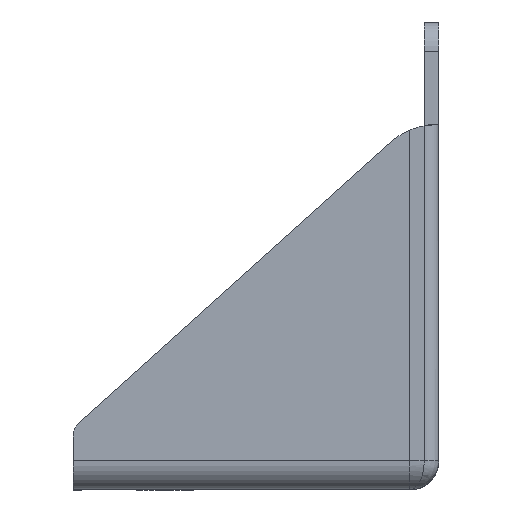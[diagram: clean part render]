
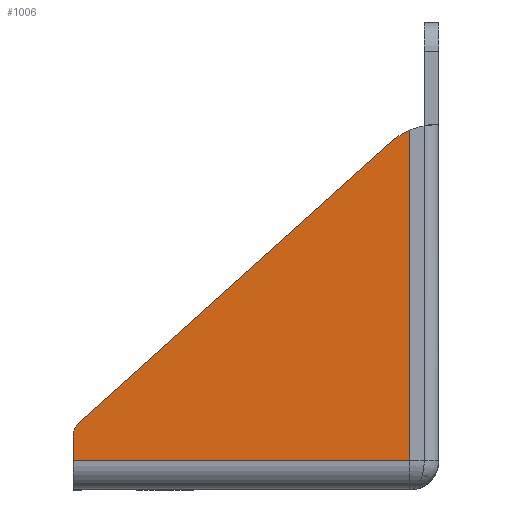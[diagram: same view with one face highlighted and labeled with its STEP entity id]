
A CAD part, left-side view. The second image highlights one B-rep face of the part: STEP entity #1006.
In plain terms, the highlighted planar face has unit normal (-1, 0, 0).
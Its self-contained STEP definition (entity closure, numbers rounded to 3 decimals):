
#12 = DIRECTION ( 'NONE',  ( 0., 0., -1. ) ) ;
#24 = DIRECTION ( 'NONE',  ( 0., 0., -1. ) ) ;
#39 = ORIENTED_EDGE ( 'NONE', *, *, #1483, .T. ) ;
#41 = EDGE_CURVE ( 'NONE', #1674, #1203, #1039, .T. ) ;
#55 = VERTEX_POINT ( 'NONE', #1789 ) ;
#61 = CARTESIAN_POINT ( 'NONE',  ( -490., 3.819, 32. ) ) ;
#133 = FACE_OUTER_BOUND ( 'NONE', #594, .T. ) ;
#149 = DIRECTION ( 'NONE',  ( 1., 0., 0. ) ) ;
#186 = AXIS2_PLACEMENT_3D ( 'NONE', #640, #149, #12 ) ;
#197 = AXIS2_PLACEMENT_3D ( 'NONE', #1529, #319, #24 ) ;
#273 = DIRECTION ( 'NONE',  ( -1., 0., 0. ) ) ;
#308 = ORIENTED_EDGE ( 'NONE', *, *, #41, .T. ) ;
#319 = DIRECTION ( 'NONE',  ( -1., 0., 0. ) ) ;
#320 = VECTOR ( 'NONE', #843, 1000. ) ;
#353 = VECTOR ( 'NONE', #1237, 1000. ) ;
#355 = LINE ( 'NONE', #61, #353 ) ;
#399 = EDGE_CURVE ( 'NONE', #867, #808, #1178, .T. ) ;
#464 = PLANE ( 'NONE',  #186 ) ;
#485 = AXIS2_PLACEMENT_3D ( 'NONE', #715, #273, #566 ) ;
#557 = LINE ( 'NONE', #1420, #1825 ) ;
#566 = DIRECTION ( 'NONE',  ( 0., 0., -1. ) ) ;
#594 = EDGE_LOOP ( 'NONE', ( #39, #1819, #932, #308, #1052, #1727 ) ) ;
#640 = CARTESIAN_POINT ( 'NONE',  ( -490., 0., 0. ) ) ;
#670 = LINE ( 'NONE', #1275, #320 ) ;
#715 = CARTESIAN_POINT ( 'NONE',  ( -490., -3.858, 12. ) ) ;
#797 = CARTESIAN_POINT ( 'NONE',  ( -490., 96., -60. ) ) ;
#808 = VERTEX_POINT ( 'NONE', #797 ) ;
#843 = DIRECTION ( 'NONE',  ( 0., 0., -1. ) ) ;
#867 = VERTEX_POINT ( 'NONE', #1136 ) ;
#932 = ORIENTED_EDGE ( 'NONE', *, *, #1846, .T. ) ;
#1006 = ADVANCED_FACE ( 'NONE', ( #133 ), #464, .F. ) ;
#1039 = CIRCLE ( 'NONE', #197, 5. ) ;
#1052 = ORIENTED_EDGE ( 'NONE', *, *, #1498, .T. ) ;
#1136 = CARTESIAN_POINT ( 'NONE',  ( -490., 4., -60. ) ) ;
#1143 = CARTESIAN_POINT ( 'NONE',  ( -490., 96., -53.226 ) ) ;
#1178 = LINE ( 'NONE', #1295, #1657 ) ;
#1191 = EDGE_CURVE ( 'NONE', #1316, #55, #1890, .T. ) ;
#1203 = VERTEX_POINT ( 'NONE', #1143 ) ;
#1237 = DIRECTION ( 'NONE',  ( 0., 0.743, -0.669 ) ) ;
#1275 = CARTESIAN_POINT ( 'NONE',  ( -490., 96., 0. ) ) ;
#1295 = CARTESIAN_POINT ( 'NONE',  ( -490., 96., -60. ) ) ;
#1316 = VERTEX_POINT ( 'NONE', #1627 ) ;
#1420 = CARTESIAN_POINT ( 'NONE',  ( -490., 4., 0. ) ) ;
#1483 = EDGE_CURVE ( 'NONE', #867, #1316, #557, .T. ) ;
#1498 = EDGE_CURVE ( 'NONE', #1203, #808, #670, .T. ) ;
#1529 = CARTESIAN_POINT ( 'NONE',  ( -490., 91., -53.226 ) ) ;
#1594 = CARTESIAN_POINT ( 'NONE',  ( -490., 94.346, -49.51 ) ) ;
#1613 = DIRECTION ( 'NONE',  ( 0., 1., 0. ) ) ;
#1627 = CARTESIAN_POINT ( 'NONE',  ( -490., 4., 30.392 ) ) ;
#1657 = VECTOR ( 'NONE', #1613, 1000. ) ;
#1674 = VERTEX_POINT ( 'NONE', #1594 ) ;
#1727 = ORIENTED_EDGE ( 'NONE', *, *, #399, .F. ) ;
#1789 = CARTESIAN_POINT ( 'NONE',  ( -490., 9.524, 26.863 ) ) ;
#1819 = ORIENTED_EDGE ( 'NONE', *, *, #1191, .T. ) ;
#1825 = VECTOR ( 'NONE', #1841, 1000. ) ;
#1841 = DIRECTION ( 'NONE',  ( 0., 0., 1. ) ) ;
#1846 = EDGE_CURVE ( 'NONE', #55, #1674, #355, .T. ) ;
#1890 = CIRCLE ( 'NONE', #485, 20. ) ;
